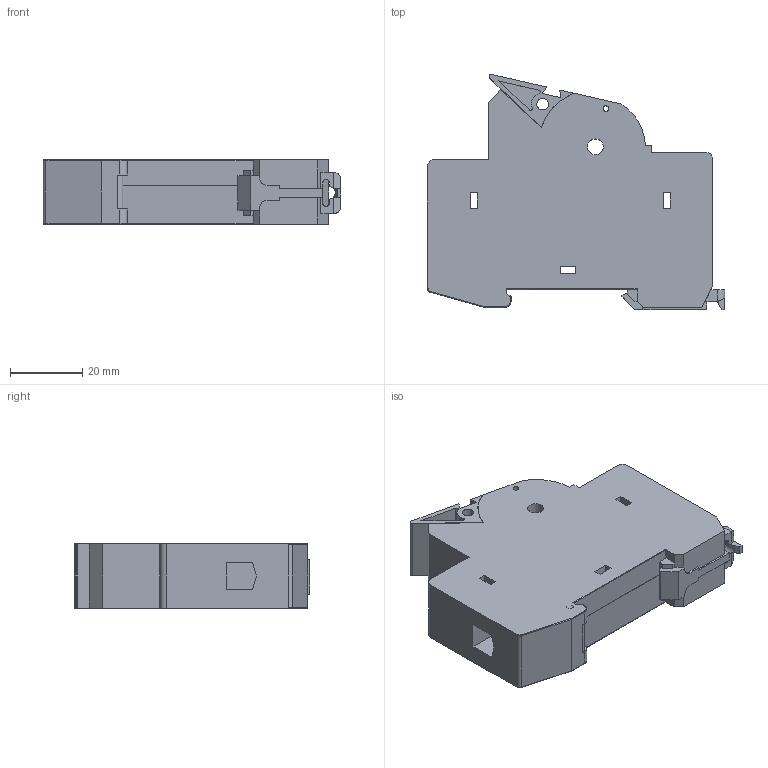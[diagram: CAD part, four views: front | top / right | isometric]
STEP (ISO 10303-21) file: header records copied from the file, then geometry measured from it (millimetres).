
FILE_DESCRIPTION (( 'STEP AP214' ), '1' );
FILE_NAME ('Ïðåäîõðàíèòåëü-ðàçúåäèíèòåëü ñ èíäèêàöèåé ÏÐ32 1P 10õ38 32À ÈÝÊ.STEP', '2017-03-23T07:56:56', ( 'user' ), ( '' ), 'SwSTEP 2.0', 'SolidWorks 2014', '' );
FILE_SCHEMA (( 'AUTOMOTIVE_DESIGN' ));
Length unit declared in the file: millimetre
Products named in the file (1): Ïðåäîõðàíèòåëü-ðàçúåäèíèòåëü ñ èíäèêàöèåé ÏÐ32 1P 10õ38 32À ÈÝÊ
Bounding box: 82.24 x 65.04 x 17.8 mm (x, y, z)
Volume: 64629.5 mm3; surface area: 17325.1 mm2
Topology: 1 solids, 5 shells, 229 faces, 614 edges, 400 vertices
Faces by surface type: plane 171, cylinder 52, bspline 6
Full cylindrical faces by diameter (mm): 1.6 x2, 3.2 x1, 4.4 x1, 7.2 x2
Entity records: 7155 total; most frequent: CARTESIAN_POINT 1399, ORIENTED_EDGE 1212, DIRECTION 1131, EDGE_CURVE 606, VECTOR 491, LINE 491, VERTEX_POINT 398, AXIS2_PLACEMENT_3D 320
